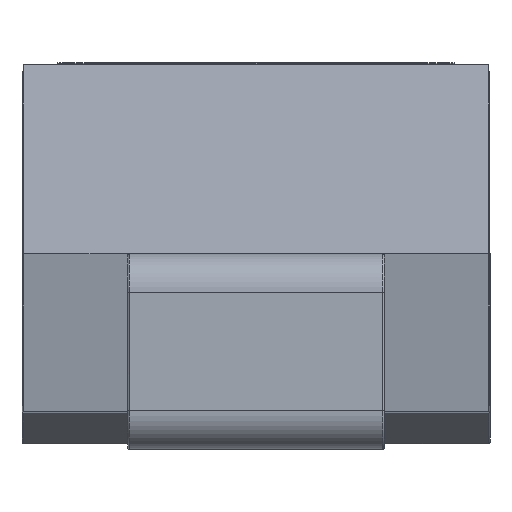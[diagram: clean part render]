
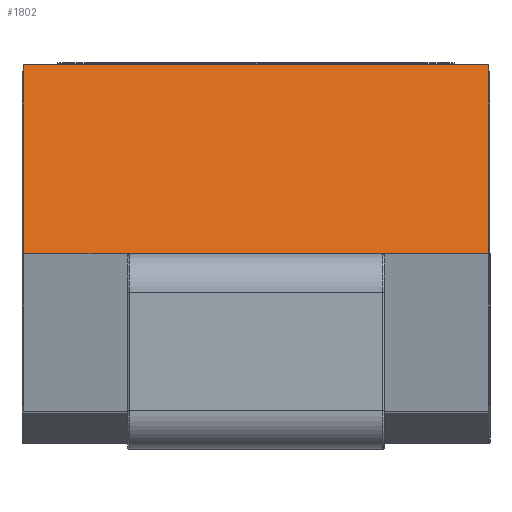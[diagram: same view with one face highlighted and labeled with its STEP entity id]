
A CAD part, left-side view. The second image highlights one B-rep face of the part: STEP entity #1802.
In plain terms, the highlighted planar face has unit normal (-0.984, 0, 0.179).
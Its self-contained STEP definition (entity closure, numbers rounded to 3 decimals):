
#126 = CARTESIAN_POINT ( 'NONE',  ( 0.554, 1.662, 2.397 ) ) ;
#132 = LINE ( 'NONE', #921, #2601 ) ;
#160 = PLANE ( 'NONE',  #4050 ) ;
#225 = VECTOR ( 'NONE', #1516, 1000. ) ;
#241 = EDGE_CURVE ( 'NONE', #1526, #3449, #834, .T. ) ;
#388 = CARTESIAN_POINT ( 'NONE',  ( 0.34, -1.45, 1.22 ) ) ;
#834 = LINE ( 'NONE', #126, #4183 ) ;
#921 = CARTESIAN_POINT ( 'NONE',  ( 0.703, -1.45, 3.219 ) ) ;
#956 = VECTOR ( 'NONE', #2144, 1000. ) ;
#1204 = ORIENTED_EDGE ( 'NONE', *, *, #3867, .T. ) ;
#1323 = ORIENTED_EDGE ( 'NONE', *, *, #241, .F. ) ;
#1516 = DIRECTION ( 'NONE',  ( 0., -1., 0. ) ) ;
#1526 = VERTEX_POINT ( 'NONE', #3816 ) ;
#1748 = CARTESIAN_POINT ( 'NONE',  ( 0.34, 1.45, 1.22 ) ) ;
#1779 = DIRECTION ( 'NONE',  ( -0.984, 0., 0.179 ) ) ;
#1802 = ADVANCED_FACE ( 'NONE', ( #2449 ), #160, .T. ) ;
#1816 = EDGE_CURVE ( 'NONE', #3256, #3735, #2600, .T. ) ;
#1817 = CARTESIAN_POINT ( 'NONE',  ( 0.703, 1.45, 3.219 ) ) ;
#2082 = ORIENTED_EDGE ( 'NONE', *, *, #1816, .T. ) ;
#2144 = DIRECTION ( 'NONE',  ( -0.179, 0., -0.984 ) ) ;
#2230 = EDGE_LOOP ( 'NONE', ( #1204, #2082, #3602, #1323 ) ) ;
#2449 = FACE_OUTER_BOUND ( 'NONE', #2230, .T. ) ;
#2600 = LINE ( 'NONE', #3444, #225 ) ;
#2601 = VECTOR ( 'NONE', #3166, 1000. ) ;
#2753 = LINE ( 'NONE', #1817, #956 ) ;
#3035 = DIRECTION ( 'NONE',  ( 0., -1., 0. ) ) ;
#3166 = DIRECTION ( 'NONE',  ( 0.179, 0., 0.984 ) ) ;
#3256 = VERTEX_POINT ( 'NONE', #1748 ) ;
#3441 = EDGE_CURVE ( 'NONE', #3735, #3449, #132, .T. ) ;
#3444 = CARTESIAN_POINT ( 'NONE',  ( 0.34, -2.46, 1.222 ) ) ;
#3449 = VERTEX_POINT ( 'NONE', #3834 ) ;
#3602 = ORIENTED_EDGE ( 'NONE', *, *, #3441, .T. ) ;
#3735 = VERTEX_POINT ( 'NONE', #388 ) ;
#3747 = CARTESIAN_POINT ( 'NONE',  ( 0.703, -2.46, 3.219 ) ) ;
#3816 = CARTESIAN_POINT ( 'NONE',  ( 0.56, 1.454, 2.399 ) ) ;
#3834 = CARTESIAN_POINT ( 'NONE',  ( 0.56, -1.454, 2.399 ) ) ;
#3867 = EDGE_CURVE ( 'NONE', #1526, #3256, #2753, .T. ) ;
#4050 = AXIS2_PLACEMENT_3D ( 'NONE', #3747, #1779, #4067 ) ;
#4067 = DIRECTION ( 'NONE',  ( 0., 1., 0. ) ) ;
#4183 = VECTOR ( 'NONE', #3035, 1000. ) ;
